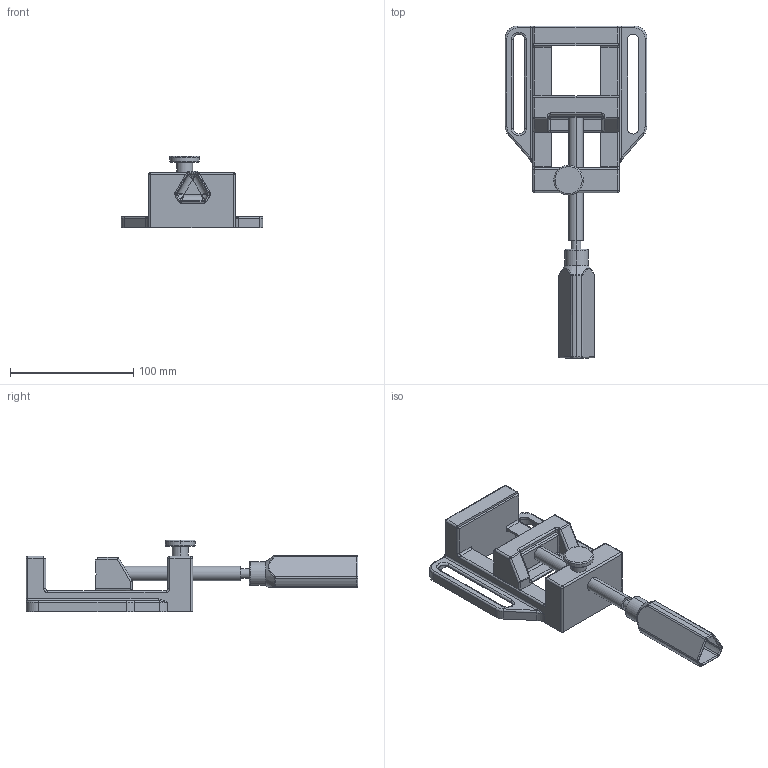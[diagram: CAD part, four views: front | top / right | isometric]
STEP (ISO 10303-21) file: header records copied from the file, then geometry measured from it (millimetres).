
FILE_DESCRIPTION (( 'STEP AP214' ), '1' );
FILE_NAME ('User Library-etau.STEP', '2019-08-14T00:26:49', ( '' ), ( '' ), 'SwSTEP 2.0', 'SolidWorks 2019', '' );
FILE_SCHEMA (( 'AUTOMOTIVE_DESIGN' ));
Length unit declared in the file: millimetre
Products named in the file (1): User Library-etau
Bounding box: 115 x 269 x 58 mm (x, y, z)
Volume: 179212.8 mm3; surface area: 75192 mm2
Topology: 1 solids, 1 shells, 326 faces, 783 edges, 441 vertices
Faces by surface type: cylinder 136, plane 96, torus 51, bspline 21, sphere 20, cone 2
Entity records: 11633 total; most frequent: CARTESIAN_POINT 2983, DIRECTION 1659, ORIENTED_EDGE 1518, EDGE_CURVE 759, AXIS2_PLACEMENT_3D 645, VERTEX_POINT 441, VECTOR 369, LINE 369
